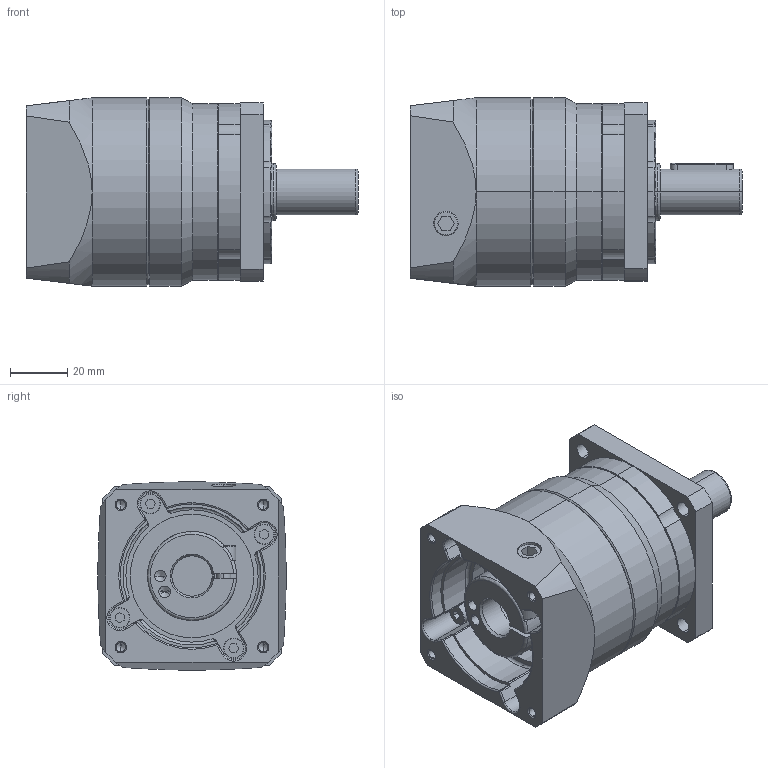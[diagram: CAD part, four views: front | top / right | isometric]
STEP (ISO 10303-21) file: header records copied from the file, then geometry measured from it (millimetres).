
FILE_DESCRIPTION (( 'STEP AP203' ), '1' );
FILE_NAME ('PET060-L1-1450-70-M4-M4-A16.STEP', '2024-04-19T03:48:47', ( '' ), ( '' ), 'SwSTEP 2.0', 'SolidWorks 2018', '' );
FILE_SCHEMA (( 'CONFIG_CONTROL_DESIGN' ));
Length unit declared in the file: millimetre
Products named in the file (1): PET060-L1-1450-70-M4-M4-A16
Bounding box: 115.5 x 65.5 x 65.5 mm (x, y, z)
Volume: 253370 mm3; surface area: 60824.9 mm2
Topology: 21 solids, 21 shells, 533 faces, 1250 edges, 770 vertices
Faces by surface type: plane 198, cylinder 191, cone 65, torus 63, bspline 8, sphere 8
Entity records: 16011 total; most frequent: CARTESIAN_POINT 3525, DIRECTION 2778, ORIENTED_EDGE 2456, EDGE_CURVE 1228, AXIS2_PLACEMENT_3D 1093, VERTEX_POINT 770, VECTOR 592, LINE 592
